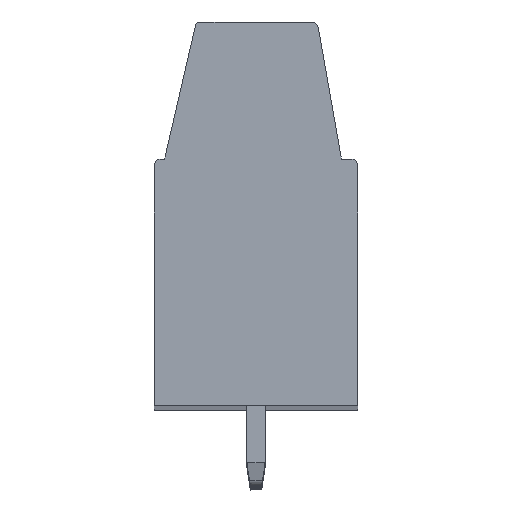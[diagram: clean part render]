
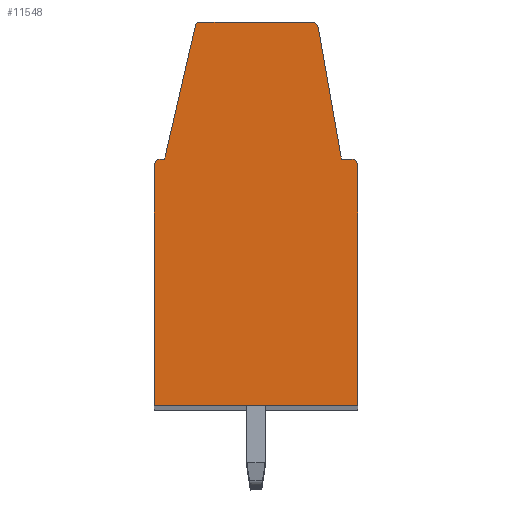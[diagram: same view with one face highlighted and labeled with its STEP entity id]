
A CAD part, top view. The second image highlights one B-rep face of the part: STEP entity #11548.
In plain terms, the highlighted planar face has unit normal (0, 0, 1).
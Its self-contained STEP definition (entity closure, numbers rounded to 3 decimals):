
#24=DIRECTION('',(0.225,0.974,0.));
#25=VECTOR('',#24,5.999);
#26=CARTESIAN_POINT('',(-4.,3.55,112.5));
#27=LINE('',#26,#25);
#28=CARTESIAN_POINT('',(-2.456,9.35,112.5));
#29=DIRECTION('',(0.,0.,-1.));
#30=DIRECTION('',(-0.974,0.225,0.));
#31=AXIS2_PLACEMENT_3D('',#28,#29,#30);
#33=DIRECTION('',(1.,0.,0.));
#34=VECTOR('',#33,4.886);
#35=CARTESIAN_POINT('',(-2.456,9.55,112.5));
#36=LINE('',#35,#34);
#37=CARTESIAN_POINT('',(2.43,9.25,112.5));
#38=DIRECTION('',(0.,0.,-1.));
#39=DIRECTION('',(0.,1.,0.));
#40=AXIS2_PLACEMENT_3D('',#37,#38,#39);
#42=DIRECTION('',(0.174,-0.985,0.));
#43=VECTOR('',#42,5.841);
#44=CARTESIAN_POINT('',(2.726,9.302,112.5));
#45=LINE('',#44,#43);
#46=DIRECTION('',(1.,0.,0.));
#47=VECTOR('',#46,0.41);
#48=CARTESIAN_POINT('',(3.74,3.55,112.5));
#49=LINE('',#48,#47);
#50=CARTESIAN_POINT('',(4.15,3.25,112.5));
#51=DIRECTION('',(0.,0.,-1.));
#52=DIRECTION('',(0.,1.,0.));
#53=AXIS2_PLACEMENT_3D('',#50,#51,#52);
#55=DIRECTION('',(0.,-1.,0.));
#56=VECTOR('',#55,10.5);
#57=CARTESIAN_POINT('',(4.45,3.25,112.5));
#58=LINE('',#57,#56);
#59=DIRECTION('',(-1.,0.,0.));
#60=VECTOR('',#59,8.9);
#61=CARTESIAN_POINT('',(4.45,-7.25,112.5));
#62=LINE('',#61,#60);
#63=DIRECTION('',(0.,1.,0.));
#64=VECTOR('',#63,10.5);
#65=CARTESIAN_POINT('',(-4.45,-7.25,112.5));
#66=LINE('',#65,#64);
#67=CARTESIAN_POINT('',(-4.15,3.25,112.5));
#68=DIRECTION('',(0.,0.,-1.));
#69=DIRECTION('',(-1.,0.,0.));
#70=AXIS2_PLACEMENT_3D('',#67,#68,#69);
#72=DIRECTION('',(1.,0.,0.));
#73=VECTOR('',#72,0.15);
#74=CARTESIAN_POINT('',(-4.15,3.55,112.5));
#75=LINE('',#74,#73);
#9238=CARTESIAN_POINT('',(-4.,3.55,112.5));
#9239=CARTESIAN_POINT('',(-2.651,9.395,112.5));
#9240=VERTEX_POINT('',#9238);
#9241=VERTEX_POINT('',#9239);
#9242=CARTESIAN_POINT('',(-4.15,3.55,112.5));
#9243=VERTEX_POINT('',#9242);
#9244=CARTESIAN_POINT('',(-4.45,3.25,112.5));
#9245=VERTEX_POINT('',#9244);
#9246=CARTESIAN_POINT('',(-4.45,-7.25,112.5));
#9247=VERTEX_POINT('',#9246);
#9248=CARTESIAN_POINT('',(4.45,-7.25,112.5));
#9249=VERTEX_POINT('',#9248);
#9250=CARTESIAN_POINT('',(4.45,3.25,112.5));
#9251=VERTEX_POINT('',#9250);
#9252=CARTESIAN_POINT('',(4.15,3.55,112.5));
#9253=VERTEX_POINT('',#9252);
#9254=CARTESIAN_POINT('',(3.74,3.55,112.5));
#9255=VERTEX_POINT('',#9254);
#9256=CARTESIAN_POINT('',(2.726,9.302,112.5));
#9257=VERTEX_POINT('',#9256);
#9258=CARTESIAN_POINT('',(2.43,9.55,112.5));
#9259=VERTEX_POINT('',#9258);
#9260=CARTESIAN_POINT('',(-2.456,9.55,112.5));
#9261=VERTEX_POINT('',#9260);
#11517=CARTESIAN_POINT('',(0.,0.,112.5));
#11518=DIRECTION('',(0.,0.,1.));
#11519=DIRECTION('',(1.,0.,0.));
#11520=AXIS2_PLACEMENT_3D('',#11517,#11518,#11519);
#11521=PLANE('',#11520);
#11523=ORIENTED_EDGE('',*,*,#11522,.T.);
#11525=ORIENTED_EDGE('',*,*,#11524,.T.);
#11527=ORIENTED_EDGE('',*,*,#11526,.T.);
#11529=ORIENTED_EDGE('',*,*,#11528,.T.);
#11531=ORIENTED_EDGE('',*,*,#11530,.T.);
#11533=ORIENTED_EDGE('',*,*,#11532,.T.);
#11535=ORIENTED_EDGE('',*,*,#11534,.T.);
#11537=ORIENTED_EDGE('',*,*,#11536,.T.);
#11539=ORIENTED_EDGE('',*,*,#11538,.T.);
#11541=ORIENTED_EDGE('',*,*,#11540,.T.);
#11543=ORIENTED_EDGE('',*,*,#11542,.T.);
#11545=ORIENTED_EDGE('',*,*,#11544,.T.);
#11546=EDGE_LOOP('',(#11523,#11525,#11527,#11529,#11531,#11533,#11535,#11537,
#11539,#11541,#11543,#11545));
#11547=FACE_OUTER_BOUND('',#11546,.F.);
#32=CIRCLE('',#31,0.2);
#41=CIRCLE('',#40,0.3);
#54=CIRCLE('',#53,0.3);
#71=CIRCLE('',#70,0.3);
#11522=EDGE_CURVE('',#9240,#9241,#27,.T.);
#11524=EDGE_CURVE('',#9241,#9261,#32,.T.);
#11526=EDGE_CURVE('',#9261,#9259,#36,.T.);
#11528=EDGE_CURVE('',#9259,#9257,#41,.T.);
#11530=EDGE_CURVE('',#9257,#9255,#45,.T.);
#11532=EDGE_CURVE('',#9255,#9253,#49,.T.);
#11534=EDGE_CURVE('',#9253,#9251,#54,.T.);
#11536=EDGE_CURVE('',#9251,#9249,#58,.T.);
#11538=EDGE_CURVE('',#9249,#9247,#62,.T.);
#11540=EDGE_CURVE('',#9247,#9245,#66,.T.);
#11542=EDGE_CURVE('',#9245,#9243,#71,.T.);
#11544=EDGE_CURVE('',#9243,#9240,#75,.T.);
#11548=ADVANCED_FACE('',(#11547),#11521,.T.);
